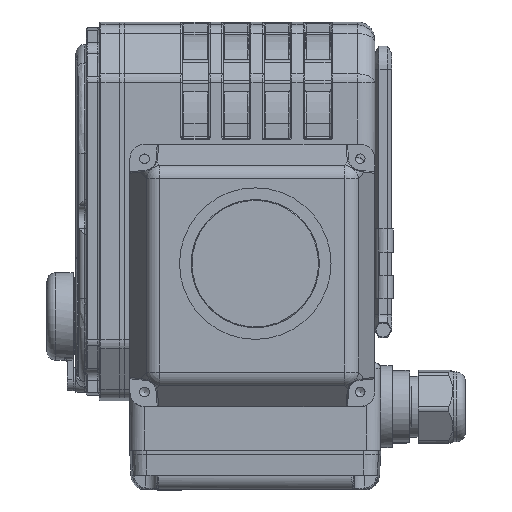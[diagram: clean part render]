
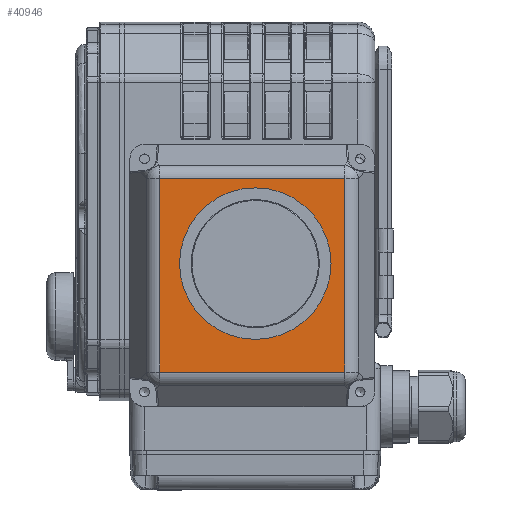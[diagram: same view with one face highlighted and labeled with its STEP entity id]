
A CAD part, top view. The second image highlights one B-rep face of the part: STEP entity #40946.
In plain terms, the highlighted face is planar.
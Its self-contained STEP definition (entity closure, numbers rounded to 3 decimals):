
#2705=LINE('',#73042,#5777);
#2716=LINE('',#73062,#5788);
#2717=LINE('',#73064,#5789);
#2719=LINE('',#73067,#5791);
#5777=VECTOR('',#53658,1000.);
#5788=VECTOR('',#53679,1000.);
#5789=VECTOR('',#53682,1000.);
#5791=VECTOR('',#53686,1000.);
#8026=CIRCLE('',#45347,26.);
#9782=PLANE('',#45346);
#16382=ORIENTED_EDGE('',*,*,#25357,.F.);
#16383=ORIENTED_EDGE('',*,*,#25330,.T.);
#16384=ORIENTED_EDGE('',*,*,#25342,.T.);
#16385=ORIENTED_EDGE('',*,*,#25344,.F.);
#16386=ORIENTED_EDGE('',*,*,#25341,.F.);
#25330=EDGE_CURVE('',#30262,#30267,#2705,.T.);
#25341=EDGE_CURVE('',#30262,#30259,#2716,.T.);
#25342=EDGE_CURVE('',#30267,#30258,#2717,.T.);
#25344=EDGE_CURVE('',#30259,#30258,#2719,.T.);
#25357=EDGE_CURVE('',#30285,#30285,#8026,.T.);
#30258=VERTEX_POINT('',#72961);
#30259=VERTEX_POINT('',#72965);
#30262=VERTEX_POINT('',#72975);
#30267=VERTEX_POINT('',#72991);
#30285=VERTEX_POINT('',#73095);
#34292=EDGE_LOOP('',(#16382));
#34293=EDGE_LOOP('',(#16383,#16384,#16385,#16386));
#37245=FACE_BOUND('',#34292,.T.);
#37246=FACE_BOUND('',#34293,.T.);
#40946=ADVANCED_FACE('',(#37245,#37246),#9782,.F.);
#45346=AXIS2_PLACEMENT_3D('',#73093,#53721,#53722);
#45347=AXIS2_PLACEMENT_3D('',#73094,#53723,#53724);
#53658=DIRECTION('',(0.,0.,-1.));
#53679=DIRECTION('',(-1.,0.,0.));
#53682=DIRECTION('',(-1.,0.,0.));
#53686=DIRECTION('',(0.,0.,-1.));
#53721=DIRECTION('',(0.,-1.,0.));
#53722=DIRECTION('',(0.,0.,-1.));
#53723=DIRECTION('',(0.,1.,0.));
#53724=DIRECTION('',(0.,0.,-1.));
#72961=CARTESIAN_POINT('',(-33.188,25.5,-31.766));
#72965=CARTESIAN_POINT('',(-33.188,25.5,31.766));
#72975=CARTESIAN_POINT('',(33.188,25.5,31.766));
#72991=CARTESIAN_POINT('',(33.188,25.5,-31.766));
#73042=CARTESIAN_POINT('',(33.188,25.5,60.));
#73062=CARTESIAN_POINT('',(60.,25.5,31.766));
#73064=CARTESIAN_POINT('',(60.,25.5,-31.766));
#73067=CARTESIAN_POINT('',(-33.188,25.5,60.));
#73093=CARTESIAN_POINT('',(60.,25.5,-31.766));
#73094=CARTESIAN_POINT('',(-4.,25.5,-1.));
#73095=CARTESIAN_POINT('',(-4.,25.5,-27.));
